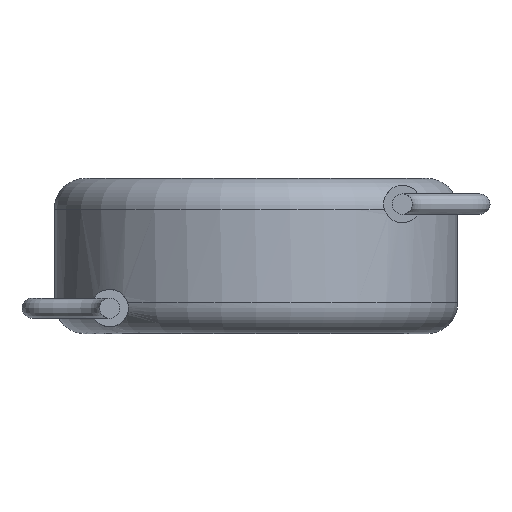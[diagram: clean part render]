
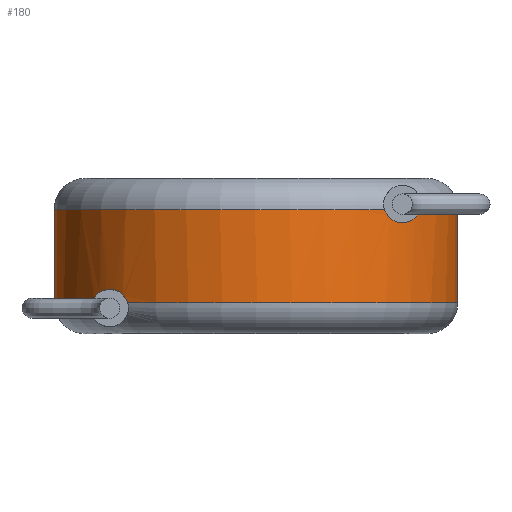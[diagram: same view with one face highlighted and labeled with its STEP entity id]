
A CAD part, front view. The second image highlights one B-rep face of the part: STEP entity #180.
In plain terms, the highlighted cylindrical face has radius 6.5 mm (diameter 13 mm), a partial arc.
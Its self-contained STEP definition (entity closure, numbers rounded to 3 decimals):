
#10 = EDGE_CURVE ( 'NONE', #1687, #3396, #3382, .T. ) ;
#62 = CARTESIAN_POINT ( 'NONE',  ( -4.332, -4.847, 1.294 ) ) ;
#84 = ORIENTED_EDGE ( 'NONE', *, *, #2679, .T. ) ;
#155 = DIRECTION ( 'NONE',  ( 1., 0., 0. ) ) ;
#180 = ADVANCED_FACE ( 'NONE', ( #364 ), #2401, .T. ) ;
#240 = ORIENTED_EDGE ( 'NONE', *, *, #10, .T. ) ;
#254 = CARTESIAN_POINT ( 'NONE',  ( 5.262, -3.816, 3.926 ) ) ;
#330 = ORIENTED_EDGE ( 'NONE', *, *, #689, .T. ) ;
#335 = CARTESIAN_POINT ( 'NONE',  ( 0., 0., 4. ) ) ;
#364 = FACE_OUTER_BOUND ( 'NONE', #520, .T. ) ;
#518 = CARTESIAN_POINT ( 'NONE',  ( -5.095, -4.037, 1.29 ) ) ;
#520 = EDGE_LOOP ( 'NONE', ( #3987, #240, #969, #1943, #84, #330, #3678, #1209, #2726 ) ) ;
#582 = CARTESIAN_POINT ( 'NONE',  ( 4.199, -4.962, 3.854 ) ) ;
#689 = EDGE_CURVE ( 'NONE', #3147, #1266, #3125, .T. ) ;
#707 = CARTESIAN_POINT ( 'NONE',  ( -4.196, -4.965, 1.14 ) ) ;
#724 = CARTESIAN_POINT ( 'NONE',  ( -4.711, -4.478, 1.425 ) ) ;
#741 = LINE ( 'NONE', #1148, #3071 ) ;
#773 = B_SPLINE_CURVE_WITH_KNOTS ( 'NONE', 3,
 ( #2192, #3115, #582, #2776, #1876, #1544, #899, #1822, #3733, #4014, #2496, #2793, #254, #3746 ),
 .UNSPECIFIED., .F., .F.,
 ( 4, 2, 2, 2, 2, 2, 4 ),
 ( 0.003, 0.003, 0.003, 0.004, 0.004, 0.004, 0.004 ),
 .UNSPECIFIED. ) ;
#899 = CARTESIAN_POINT ( 'NONE',  ( 4.632, -4.563, 3.57 ) ) ;
#969 = ORIENTED_EDGE ( 'NONE', *, *, #2298, .F. ) ;
#988 = CARTESIAN_POINT ( 'NONE',  ( -5.285, -3.784, 1. ) ) ;
#1124 = CARTESIAN_POINT ( 'NONE',  ( -4.83, -4.354, 1.425 ) ) ;
#1148 = CARTESIAN_POINT ( 'NONE',  ( -6.5, 0., 5. ) ) ;
#1198 = DIRECTION ( 'NONE',  ( 0., 0., -1. ) ) ;
#1203 = CIRCLE ( 'NONE', #2494, 6.5 ) ;
#1209 = ORIENTED_EDGE ( 'NONE', *, *, #3828, .F. ) ;
#1266 = VERTEX_POINT ( 'NONE', #988 ) ;
#1268 = VERTEX_POINT ( 'NONE', #2275 ) ;
#1375 = CARTESIAN_POINT ( 'NONE',  ( -4.137, -5.013, 1. ) ) ;
#1412 = CARTESIAN_POINT ( 'NONE',  ( 0., 0., 1. ) ) ;
#1413 = VERTEX_POINT ( 'NONE', #2603 ) ;
#1473 = AXIS2_PLACEMENT_3D ( 'NONE', #1412, #3251, #2702 ) ;
#1503 = CARTESIAN_POINT ( 'NONE',  ( 6.5, 0., 5. ) ) ;
#1544 = CARTESIAN_POINT ( 'NONE',  ( 4.512, -4.681, 3.594 ) ) ;
#1592 = AXIS2_PLACEMENT_3D ( 'NONE', #335, #1895, #2258 ) ;
#1687 = VERTEX_POINT ( 'NONE', #2535 ) ;
#1696 = B_SPLINE_CURVE_WITH_KNOTS ( 'NONE', 3,
 ( #1375, #3220, #707, #2324, #62, #2282, #3844, #724 ),
 .UNSPECIFIED., .F., .F.,
 ( 4, 2, 2, 4 ),
 ( 0.001, 0.002, 0.002, 0.002 ),
 .UNSPECIFIED. ) ;
#1747 = DIRECTION ( 'NONE',  ( 0., 0., -1. ) ) ;
#1764 = CARTESIAN_POINT ( 'NONE',  ( -5.225, -3.867, 1.142 ) ) ;
#1792 = CARTESIAN_POINT ( 'NONE',  ( -4.711, -4.478, 1.425 ) ) ;
#1822 = CARTESIAN_POINT ( 'NONE',  ( 4.856, -4.324, 3.582 ) ) ;
#1876 = CARTESIAN_POINT ( 'NONE',  ( 4.344, -4.836, 3.696 ) ) ;
#1895 = DIRECTION ( 'NONE',  ( 0., 0., -1. ) ) ;
#1940 = EDGE_CURVE ( 'NONE', #1687, #1268, #2293, .T. ) ;
#1943 = ORIENTED_EDGE ( 'NONE', *, *, #3081, .T. ) ;
#2000 = CARTESIAN_POINT ( 'NONE',  ( -6.5, 0., 1. ) ) ;
#2003 = AXIS2_PLACEMENT_3D ( 'NONE', #3603, #1747, #155 ) ;
#2077 = EDGE_CURVE ( 'NONE', #3167, #1268, #1203, .T. ) ;
#2087 = CARTESIAN_POINT ( 'NONE',  ( -4.944, -4.223, 1.391 ) ) ;
#2192 = CARTESIAN_POINT ( 'NONE',  ( 4.137, -5.013, 4. ) ) ;
#2258 = DIRECTION ( 'NONE',  ( 1., 0., 0. ) ) ;
#2275 = CARTESIAN_POINT ( 'NONE',  ( 6.5, 0., 1. ) ) ;
#2282 = CARTESIAN_POINT ( 'NONE',  ( -4.489, -4.703, 1.396 ) ) ;
#2293 = LINE ( 'NONE', #1503, #3028 ) ;
#2298 = EDGE_CURVE ( 'NONE', #4060, #3396, #773, .T. ) ;
#2324 = CARTESIAN_POINT ( 'NONE',  ( -4.282, -4.891, 1.25 ) ) ;
#2401 = CYLINDRICAL_SURFACE ( 'NONE', #3500, 6.5 ) ;
#2437 = CARTESIAN_POINT ( 'NONE',  ( -5.261, -3.817, 1.077 ) ) ;
#2451 = DIRECTION ( 'NONE',  ( -1., 0., 0. ) ) ;
#2467 = DIRECTION ( 'NONE',  ( 0., 0., -1. ) ) ;
#2494 = AXIS2_PLACEMENT_3D ( 'NONE', #3544, #3516, #3805 ) ;
#2496 = CARTESIAN_POINT ( 'NONE',  ( 5.15, -3.966, 3.761 ) ) ;
#2535 = CARTESIAN_POINT ( 'NONE',  ( 6.5, 0., 4. ) ) ;
#2603 = CARTESIAN_POINT ( 'NONE',  ( -6.5, 0., 4. ) ) ;
#2643 = VERTEX_POINT ( 'NONE', #3395 ) ;
#2679 = EDGE_CURVE ( 'NONE', #1413, #3147, #741, .T. ) ;
#2702 = DIRECTION ( 'NONE',  ( 1., 0., 0. ) ) ;
#2718 = CARTESIAN_POINT ( 'NONE',  ( 4.137, -5.013, 4. ) ) ;
#2726 = ORIENTED_EDGE ( 'NONE', *, *, #2077, .T. ) ;
#2749 = CARTESIAN_POINT ( 'NONE',  ( -5.285, -3.784, 1. ) ) ;
#2776 = CARTESIAN_POINT ( 'NONE',  ( 4.292, -4.882, 3.74 ) ) ;
#2793 = CARTESIAN_POINT ( 'NONE',  ( 5.228, -3.863, 3.864 ) ) ;
#2876 = CARTESIAN_POINT ( 'NONE',  ( 5.285, -3.784, 4. ) ) ;
#2959 = CARTESIAN_POINT ( 'NONE',  ( -4.137, -5.013, 1. ) ) ;
#3028 = VECTOR ( 'NONE', #1198, 1000. ) ;
#3071 = VECTOR ( 'NONE', #2467, 1000. ) ;
#3081 = EDGE_CURVE ( 'NONE', #4060, #1413, #3470, .T. ) ;
#3115 = CARTESIAN_POINT ( 'NONE',  ( 4.161, -4.994, 3.923 ) ) ;
#3125 = CIRCLE ( 'NONE', #1473, 6.5 ) ;
#3147 = VERTEX_POINT ( 'NONE', #2000 ) ;
#3167 = VERTEX_POINT ( 'NONE', #2959 ) ;
#3220 = CARTESIAN_POINT ( 'NONE',  ( -4.16, -4.995, 1.074 ) ) ;
#3251 = DIRECTION ( 'NONE',  ( 0., 0., 1. ) ) ;
#3382 = CIRCLE ( 'NONE', #2003, 6.5 ) ;
#3394 = CARTESIAN_POINT ( 'NONE',  ( 0., 0., 5. ) ) ;
#3395 = CARTESIAN_POINT ( 'NONE',  ( -4.711, -4.478, 1.425 ) ) ;
#3396 = VERTEX_POINT ( 'NONE', #2876 ) ;
#3428 = B_SPLINE_CURVE_WITH_KNOTS ( 'NONE', 3,
 ( #1792, #1124, #2087, #518, #3982, #1764, #2437, #2749 ),
 .UNSPECIFIED., .F., .F.,
 ( 4, 2, 2, 4 ),
 ( 0.002, 0.003, 0.003, 0.003 ),
 .UNSPECIFIED. ) ;
#3470 = CIRCLE ( 'NONE', #1592, 6.5 ) ;
#3500 = AXIS2_PLACEMENT_3D ( 'NONE', #3394, #3976, #2451 ) ;
#3516 = DIRECTION ( 'NONE',  ( 0., 0., 1. ) ) ;
#3544 = CARTESIAN_POINT ( 'NONE',  ( 0., 0., 1. ) ) ;
#3603 = CARTESIAN_POINT ( 'NONE',  ( 0., 0., 4. ) ) ;
#3678 = ORIENTED_EDGE ( 'NONE', *, *, #4048, .F. ) ;
#3733 = CARTESIAN_POINT ( 'NONE',  ( 4.964, -4.199, 3.619 ) ) ;
#3746 = CARTESIAN_POINT ( 'NONE',  ( 5.285, -3.784, 4. ) ) ;
#3805 = DIRECTION ( 'NONE',  ( 1., 0., 0. ) ) ;
#3828 = EDGE_CURVE ( 'NONE', #3167, #2643, #1696, .T. ) ;
#3844 = CARTESIAN_POINT ( 'NONE',  ( -4.603, -4.592, 1.425 ) ) ;
#3976 = DIRECTION ( 'NONE',  ( 0., 0., -1. ) ) ;
#3982 = CARTESIAN_POINT ( 'NONE',  ( -5.142, -3.977, 1.248 ) ) ;
#3987 = ORIENTED_EDGE ( 'NONE', *, *, #1940, .F. ) ;
#4014 = CARTESIAN_POINT ( 'NONE',  ( 5.105, -4.024, 3.719 ) ) ;
#4048 = EDGE_CURVE ( 'NONE', #2643, #1266, #3428, .T. ) ;
#4060 = VERTEX_POINT ( 'NONE', #2718 ) ;
